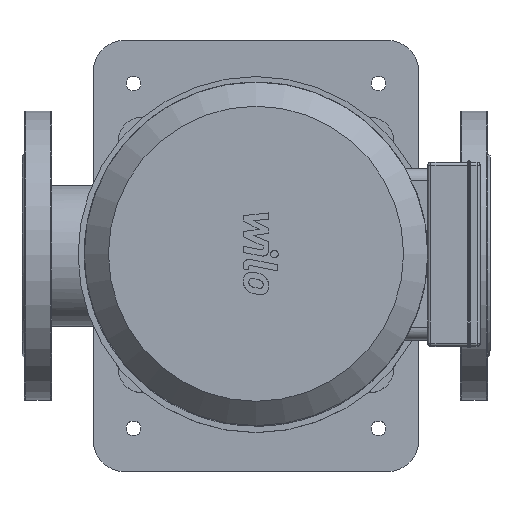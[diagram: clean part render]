
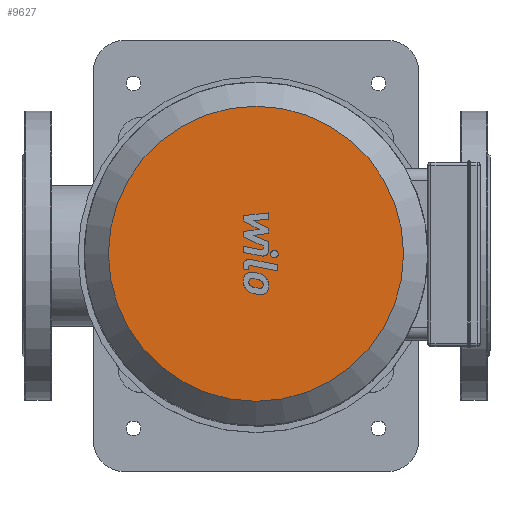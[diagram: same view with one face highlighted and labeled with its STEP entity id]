
A CAD part, top view. The second image highlights one B-rep face of the part: STEP entity #9627.
In plain terms, the highlighted planar face has unit normal (0, 0, 1).
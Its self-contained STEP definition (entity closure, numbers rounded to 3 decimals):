
#2087=PLANE('',#10357);
#2692=FACE_OUTER_BOUND('',#3340,.T.);
#3340=EDGE_LOOP('',(#7484));
#3922=CIRCLE('',#10353,119.8);
#4512=VERTEX_POINT('',#15234);
#5623=EDGE_CURVE('',#4512,#4512,#3922,.T.);
#7484=ORIENTED_EDGE('',*,*,#5623,.F.);
#9627=ADVANCED_FACE('',(#2692),#2087,.F.);
#10353=AXIS2_PLACEMENT_3D('',#15235,#11974,#11975);
#10357=AXIS2_PLACEMENT_3D('',#15241,#11982,#11983);
#11974=DIRECTION('center_axis',(0.,0.,
-1.));
#11975=DIRECTION('ref_axis',(0.,1.,0.));
#11982=DIRECTION('center_axis',(0.,0.,
-1.));
#11983=DIRECTION('ref_axis',(0.,1.,0.));
#15234=CARTESIAN_POINT('',(0.,-119.8,1038.));
#15235=CARTESIAN_POINT('Origin',(0.,0.,1038.));
#15241=CARTESIAN_POINT('Origin',(0.,0.,
1038.));
